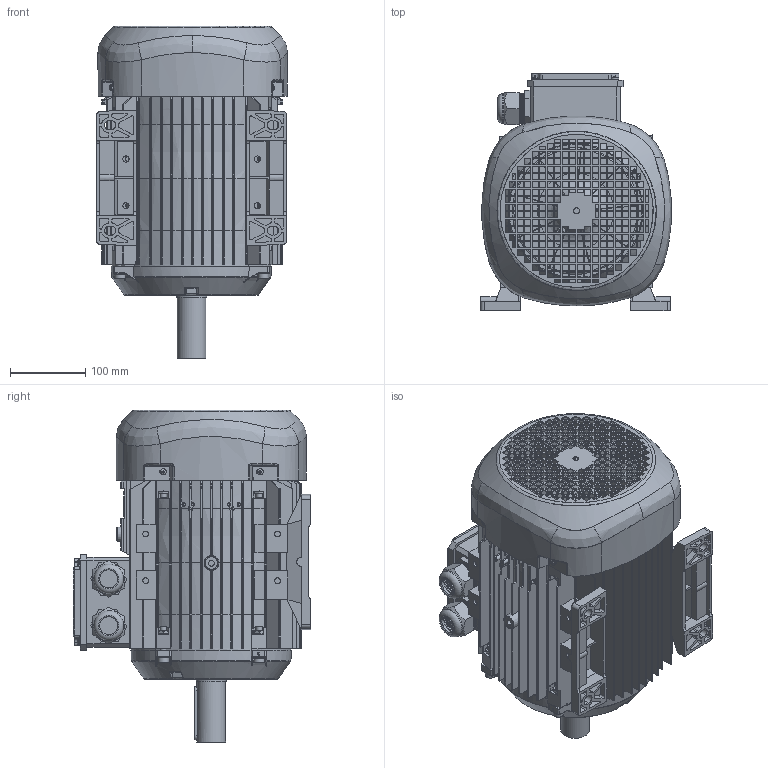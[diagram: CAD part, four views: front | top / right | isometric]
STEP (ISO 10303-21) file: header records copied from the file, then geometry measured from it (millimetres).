
FILE_DESCRIPTION(/* description */ (''),/* implementation_level */ '2;1');
FILE_NAME(/* name */ 'QS132S_B3_.stp',/* time_stamp */ '2015-04-09T16:31:41+03:00',/* author */ (''),/* organization */ (''),/* preprocessor_version */ 'ST-DEVELOPER v11',/* originating_system */ 'SIEMENS PLM Software NX 7.5',/* authorisation */ '');
FILE_SCHEMA (('AP203_CONFIGURATION_CONTROLLED_3D_DESIGN_OF_MECHANICAL_PARTS_AND_ASSEMBLIES_MIM_LF'));
Products named in the file (1): AR-000000405669_001
Bounding box: 253.3 x 315.02 x 440.5 mm (x, y, z)
Volume: 6253.6 mm3; surface area: 1428559.5 mm2
Topology: 6 solids, 7 shells, 4643 faces, 13296 edges, 8672 vertices
Faces by surface type: plane 2750, cylinder 918, bspline 652, cone 223, torus 77, extrusion 15, sphere 8
Full cylindrical faces by diameter (mm): 2.5 x12, 3.666 x1, 3.709 x1, 4 x4, 4.2 x4, 7.6 x4, 7.652 x3, 8 x7, 8.2 x6, 8.5 x17, 9 x4, 14.327 x5, 16.293 x3, 23.927 x2, 26 x2, 31.8 x2, 32.804 x1, 34.364 x14, 38 x1, 39.455 x2, 40 x1, 40.199 x10, 40.2 x1, 45 x1, 50 x2, 62.1 x2, 80 x4, 81 x2, 83.5 x2, 86 x1
Entity records: 190910 total; most frequent: CARTESIAN_POINT 98600, ORIENTED_EDGE 26000, EDGE_CURVE 13007, B_SPLINE_CURVE_WITH_KNOTS 12151, VERTEX_POINT 8624, DIRECTION 8163, EDGE_LOOP 5657, ADVANCED_FACE 4630
